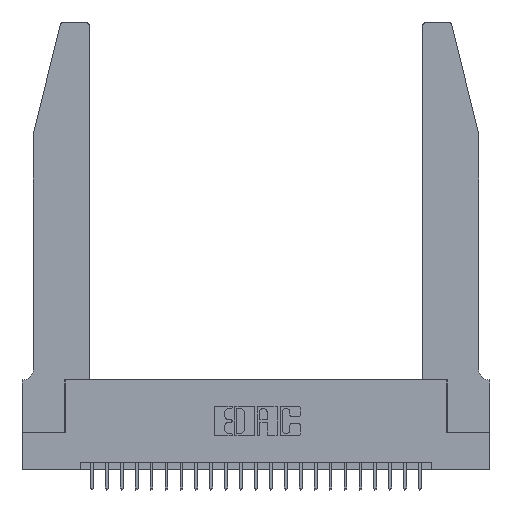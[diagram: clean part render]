
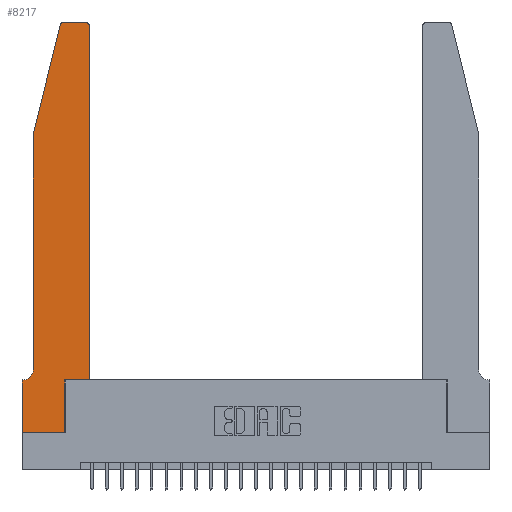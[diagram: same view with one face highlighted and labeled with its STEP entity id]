
A CAD part, top view. The second image highlights one B-rep face of the part: STEP entity #8217.
In plain terms, the highlighted planar face has unit normal (0, 0, 1).
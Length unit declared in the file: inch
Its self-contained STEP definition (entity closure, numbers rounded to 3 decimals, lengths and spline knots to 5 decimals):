
#215 = EDGE_CURVE ( 'NONE', #14634, #20644, #13843, .T. ) ;
#336 = DIRECTION ( 'NONE',  ( 1., 0., 0. ) ) ;
#1703 = CARTESIAN_POINT ( 'NONE',  ( 0.2865, 0., 0.37 ) ) ;
#1776 = PLANE ( 'NONE',  #17937 ) ;
#1914 = AXIS2_PLACEMENT_3D ( 'NONE', #11164, #25241, #5504 ) ;
#2110 = LINE ( 'NONE', #3911, #3251 ) ;
#2177 = VERTEX_POINT ( 'NONE', #13541 ) ;
#2360 = VERTEX_POINT ( 'NONE', #18021 ) ;
#2870 = CARTESIAN_POINT ( 'NONE',  ( 0.0755, 0.42, 0.37 ) ) ;
#2903 = AXIS2_PLACEMENT_3D ( 'NONE', #23556, #21729, #336 ) ;
#3135 = ORIENTED_EDGE ( 'NONE', *, *, #8501, .T. ) ;
#3251 = VECTOR ( 'NONE', #23799, 39.37008 ) ;
#3455 = VERTEX_POINT ( 'NONE', #7207 ) ;
#3512 = ORIENTED_EDGE ( 'NONE', *, *, #15200, .T. ) ;
#3608 = CARTESIAN_POINT ( 'NONE',  ( 0., 0.35, 0.37 ) ) ;
#3679 = CARTESIAN_POINT ( 'NONE',  ( 0.4505, 2.72, 0.37 ) ) ;
#3911 = CARTESIAN_POINT ( 'NONE',  ( 0., 0., 0.37 ) ) ;
#4171 = DIRECTION ( 'NONE',  ( -0.239, -0.971, 0. ) ) ;
#4515 = EDGE_CURVE ( 'NONE', #13719, #3455, #14863, .T. ) ;
#5044 = ORIENTED_EDGE ( 'NONE', *, *, #4515, .T. ) ;
#5379 = EDGE_CURVE ( 'NONE', #21768, #21311, #20626, .T. ) ;
#5504 = DIRECTION ( 'NONE',  ( -1., 0., 0. ) ) ;
#5522 = CARTESIAN_POINT ( 'NONE',  ( 0.0755, 0.35, 0.37 ) ) ;
#5674 = VECTOR ( 'NONE', #25293, 39.37008 ) ;
#5873 = ORIENTED_EDGE ( 'NONE', *, *, #13967, .T. ) ;
#6183 = ORIENTED_EDGE ( 'NONE', *, *, #9103, .T. ) ;
#6368 = ORIENTED_EDGE ( 'NONE', *, *, #14029, .T. ) ;
#6437 = DIRECTION ( 'NONE',  ( 1., 0., 0. ) ) ;
#6793 = CARTESIAN_POINT ( 'NONE',  ( 0.4505, 0.35, 0.37 ) ) ;
#7107 = LINE ( 'NONE', #20931, #10686 ) ;
#7207 = CARTESIAN_POINT ( 'NONE',  ( 0.284, 2.75, 0.37 ) ) ;
#7217 = CARTESIAN_POINT ( 'NONE',  ( 0.2605, 2.75, 0.37 ) ) ;
#7892 = CARTESIAN_POINT ( 'NONE',  ( 0.0755, 2., 0.37 ) ) ;
#7927 = LINE ( 'NONE', #14272, #14328 ) ;
#8108 = DIRECTION ( 'NONE',  ( 0., 0., 1. ) ) ;
#8217 = ADVANCED_FACE ( 'NONE', ( #19443 ), #1776, .T. ) ;
#8501 = EDGE_CURVE ( 'NONE', #21311, #13719, #22925, .T. ) ;
#8742 = CARTESIAN_POINT ( 'NONE',  ( 0.2865, 0.35, 0.37 ) ) ;
#8919 = CIRCLE ( 'NONE', #1914, 0.07 ) ;
#9103 = EDGE_CURVE ( 'NONE', #14250, #2360, #8919, .T. ) ;
#9217 = DIRECTION ( 'NONE',  ( 0., -1., 0. ) ) ;
#9373 = CARTESIAN_POINT ( 'NONE',  ( 0.25487, 2.72718, 0.37 ) ) ;
#9485 = CIRCLE ( 'NONE', #2903, 0.03 ) ;
#9515 = VECTOR ( 'NONE', #19450, 39.37008 ) ;
#9585 = CARTESIAN_POINT ( 'NONE',  ( 0.0755, 2., 0.37 ) ) ;
#9623 = DIRECTION ( 'NONE',  ( 1., 0., 0. ) ) ;
#10120 = DIRECTION ( 'NONE',  ( 1., 0., 0. ) ) ;
#10363 = EDGE_CURVE ( 'NONE', #24084, #21768, #7927, .T. ) ;
#10686 = VECTOR ( 'NONE', #11105, 39.37008 ) ;
#11105 = DIRECTION ( 'NONE',  ( 1., 0., 0. ) ) ;
#11140 = LINE ( 'NONE', #9585, #24714 ) ;
#11164 = CARTESIAN_POINT ( 'NONE',  ( 0.0055, 0.42, 0.37 ) ) ;
#11309 = ORIENTED_EDGE ( 'NONE', *, *, #16598, .T. ) ;
#11713 = LINE ( 'NONE', #15233, #5674 ) ;
#11789 = ORIENTED_EDGE ( 'NONE', *, *, #10363, .T. ) ;
#12291 = ORIENTED_EDGE ( 'NONE', *, *, #5379, .T. ) ;
#12410 = VERTEX_POINT ( 'NONE', #3608 ) ;
#12435 = EDGE_CURVE ( 'NONE', #14270, #24084, #11713, .T. ) ;
#13541 = CARTESIAN_POINT ( 'NONE',  ( 0., 0., 0.37 ) ) ;
#13626 = VECTOR ( 'NONE', #24689, 39.37008 ) ;
#13635 = DIRECTION ( 'NONE',  ( 0., 0., 1. ) ) ;
#13719 = VERTEX_POINT ( 'NONE', #20719 ) ;
#13843 = LINE ( 'NONE', #7892, #21903 ) ;
#13967 = EDGE_CURVE ( 'NONE', #20644, #14250, #11140, .T. ) ;
#14029 = EDGE_CURVE ( 'NONE', #12410, #2177, #2110, .T. ) ;
#14250 = VERTEX_POINT ( 'NONE', #2870 ) ;
#14270 = VERTEX_POINT ( 'NONE', #1703 ) ;
#14272 = CARTESIAN_POINT ( 'NONE',  ( 0.4505, 0.35, 0.37 ) ) ;
#14328 = VECTOR ( 'NONE', #10120, 39.37008 ) ;
#14341 = EDGE_CURVE ( 'NONE', #2177, #14270, #7107, .T. ) ;
#14492 = CARTESIAN_POINT ( 'NONE',  ( 0.4505, 0.35, 0.37 ) ) ;
#14634 = VERTEX_POINT ( 'NONE', #9373 ) ;
#14664 = ORIENTED_EDGE ( 'NONE', *, *, #12435, .T. ) ;
#14863 = LINE ( 'NONE', #7217, #13626 ) ;
#15200 = EDGE_CURVE ( 'NONE', #3455, #14634, #9485, .T. ) ;
#15233 = CARTESIAN_POINT ( 'NONE',  ( 0.2865, 0.35, 0.37 ) ) ;
#15320 = ORIENTED_EDGE ( 'NONE', *, *, #215, .T. ) ;
#16598 = EDGE_CURVE ( 'NONE', #2360, #12410, #23716, .T. ) ;
#17937 = AXIS2_PLACEMENT_3D ( 'NONE', #23328, #13635, #9623 ) ;
#18021 = CARTESIAN_POINT ( 'NONE',  ( 0.0055, 0.35, 0.37 ) ) ;
#18535 = DIRECTION ( 'NONE',  ( 0., 1., 0. ) ) ;
#19443 = FACE_OUTER_BOUND ( 'NONE', #21354, .T. ) ;
#19450 = DIRECTION ( 'NONE',  ( -1., 0., 0. ) ) ;
#19605 = AXIS2_PLACEMENT_3D ( 'NONE', #24145, #8108, #6437 ) ;
#19786 = CARTESIAN_POINT ( 'NONE',  ( 0.0755, 2., 0.37 ) ) ;
#20626 = LINE ( 'NONE', #6793, #25370 ) ;
#20644 = VERTEX_POINT ( 'NONE', #19786 ) ;
#20719 = CARTESIAN_POINT ( 'NONE',  ( 0.4205, 2.75, 0.37 ) ) ;
#20931 = CARTESIAN_POINT ( 'NONE',  ( 0., 0., 0.37 ) ) ;
#21311 = VERTEX_POINT ( 'NONE', #3679 ) ;
#21354 = EDGE_LOOP ( 'NONE', ( #5044, #3512, #15320, #5873, #6183, #11309, #6368, #24290, #14664, #11789, #12291, #3135 ) ) ;
#21729 = DIRECTION ( 'NONE',  ( 0., 0., 1. ) ) ;
#21768 = VERTEX_POINT ( 'NONE', #14492 ) ;
#21903 = VECTOR ( 'NONE', #4171, 39.37008 ) ;
#22925 = CIRCLE ( 'NONE', #19605, 0.03 ) ;
#23328 = CARTESIAN_POINT ( 'NONE',  ( 0., 0.35, 0.37 ) ) ;
#23556 = CARTESIAN_POINT ( 'NONE',  ( 0.284, 2.72, 0.37 ) ) ;
#23716 = LINE ( 'NONE', #5522, #9515 ) ;
#23799 = DIRECTION ( 'NONE',  ( 0., -1., 0. ) ) ;
#24084 = VERTEX_POINT ( 'NONE', #8742 ) ;
#24145 = CARTESIAN_POINT ( 'NONE',  ( 0.4205, 2.72, 0.37 ) ) ;
#24290 = ORIENTED_EDGE ( 'NONE', *, *, #14341, .T. ) ;
#24689 = DIRECTION ( 'NONE',  ( -1., 0., 0. ) ) ;
#24714 = VECTOR ( 'NONE', #9217, 39.37008 ) ;
#25241 = DIRECTION ( 'NONE',  ( 0., 0., -1. ) ) ;
#25293 = DIRECTION ( 'NONE',  ( 0., 1., 0. ) ) ;
#25370 = VECTOR ( 'NONE', #18535, 39.37008 ) ;
